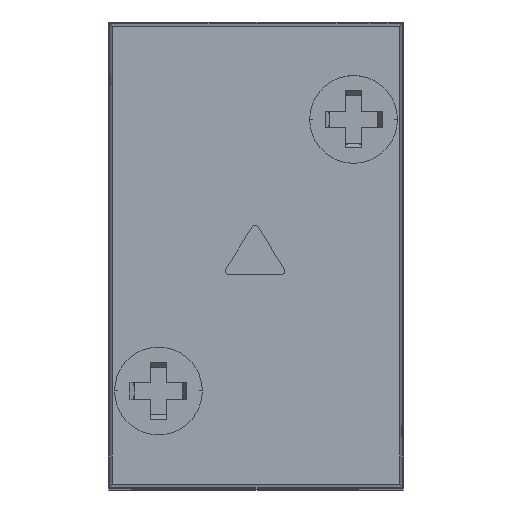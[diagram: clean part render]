
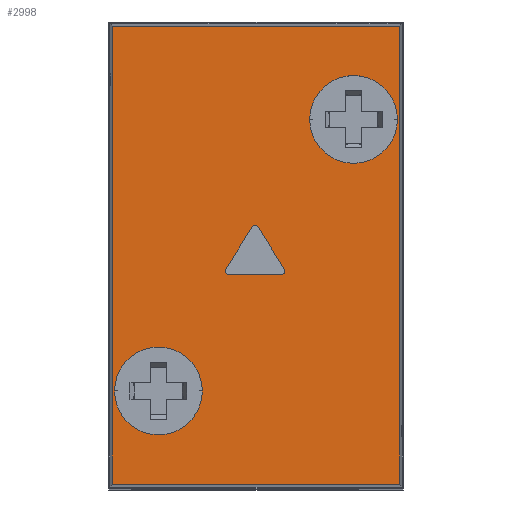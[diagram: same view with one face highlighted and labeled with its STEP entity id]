
A CAD part, top view. The second image highlights one B-rep face of the part: STEP entity #2998.
In plain terms, the highlighted planar face has unit normal (0, 0, 1).
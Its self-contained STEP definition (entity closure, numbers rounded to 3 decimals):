
#313 = AXIS2_PLACEMENT_3D ( 'NONE', #17072, #17073, #17074 ) ;
#314 = AXIS2_PLACEMENT_3D ( 'NONE', #17077, #17078, #17079 ) ;
#315 = AXIS2_PLACEMENT_3D ( 'NONE', #17082, #17083, #17084 ) ;
#316 = AXIS2_PLACEMENT_3D ( 'NONE', #17085, #17086, #17087 ) ;
#317 = AXIS2_PLACEMENT_3D ( 'NONE', #17088, #17089, #17090 ) ;
#379 = AXIS2_PLACEMENT_3D ( 'NONE', #11819, #11820, #11821 ) ;
#432 = AXIS2_PLACEMENT_3D ( 'NONE', #12074, #12075, #12076 ) ;
#433 = AXIS2_PLACEMENT_3D ( 'NONE', #12081, #12082, #12083 ) ;
#1512 = LINE ( 'NONE', #17070, #1514 ) ;
#1514 = VECTOR ( 'NONE', #17071, 1000. ) ;
#1515 = LINE ( 'NONE', #17075, #1517 ) ;
#1516 = CIRCLE ( 'NONE', #313, 0.2 ) ;
#1517 = VECTOR ( 'NONE', #17076, 1000. ) ;
#1518 = LINE ( 'NONE', #17080, #1520 ) ;
#1519 = CIRCLE ( 'NONE', #314, 0.2 ) ;
#1520 = VECTOR ( 'NONE', #17081, 1000. ) ;
#1521 = CIRCLE ( 'NONE', #315, 0.2 ) ;
#1522 = CIRCLE ( 'NONE', #316, 2.7 ) ;
#1523 = LINE ( 'NONE', #17091, #1525 ) ;
#1524 = CIRCLE ( 'NONE', #317, 2.7 ) ;
#1525 = VECTOR ( 'NONE', #17092, 1000. ) ;
#1526 = LINE ( 'NONE', #17093, #1527 ) ;
#1527 = VECTOR ( 'NONE', #17094, 1000. ) ;
#1528 = LINE ( 'NONE', #17095, #1529 ) ;
#1529 = VECTOR ( 'NONE', #17096, 1000. ) ;
#1530 = LINE ( 'NONE', #17097, #1531 ) ;
#1531 = VECTOR ( 'NONE', #17098, 1000. ) ;
#1844 = CIRCLE ( 'NONE', #379, 0.2 ) ;
#1993 = CIRCLE ( 'NONE', #432, 2.7 ) ;
#1998 = CIRCLE ( 'NONE', #433, 2.7 ) ;
#2545 = ORIENTED_EDGE ( 'NONE', *, *, #9155, .F. ) ;
#2546 = ORIENTED_EDGE ( 'NONE', *, *, #17851, .F. ) ;
#2547 = ORIENTED_EDGE ( 'NONE', *, *, #9156, .F. ) ;
#2548 = ORIENTED_EDGE ( 'NONE', *, *, #9157, .F. ) ;
#2549 = ORIENTED_EDGE ( 'NONE', *, *, #9158, .F. ) ;
#2550 = ORIENTED_EDGE ( 'NONE', *, *, #9159, .F. ) ;
#2551 = ORIENTED_EDGE ( 'NONE', *, *, #9160, .F. ) ;
#2552 = ORIENTED_EDGE ( 'NONE', *, *, #9161, .F. ) ;
#2553 = ORIENTED_EDGE ( 'NONE', *, *, #17952, .F. ) ;
#2554 = ORIENTED_EDGE ( 'NONE', *, *, #9162, .F. ) ;
#2555 = ORIENTED_EDGE ( 'NONE', *, *, #17955, .F. ) ;
#2556 = ORIENTED_EDGE ( 'NONE', *, *, #9163, .T. ) ;
#2557 = ORIENTED_EDGE ( 'NONE', *, *, #9164, .T. ) ;
#2558 = ORIENTED_EDGE ( 'NONE', *, *, #9165, .F. ) ;
#2559 = ORIENTED_EDGE ( 'NONE', *, *, #9166, .F. ) ;
#2998 = ADVANCED_FACE ( 'NONE', ( #24029, #24030, #24031, #24032 ), #3784, .F. ) ;
#3784 = PLANE ( 'NONE',  #25342 ) ;
#3785 = CARTESIAN_POINT ( 'NONE',  ( 9., 14.25, 0. ) ) ;
#3786 = DIRECTION ( 'NONE',  ( 0., 0., -1. ) ) ;
#3787 = DIRECTION ( 'NONE',  ( -1., 0., 0. ) ) ;
#9155 = EDGE_CURVE ( 'NONE', #14893, #15109, #1512, .T. ) ;
#9156 = EDGE_CURVE ( 'NONE', #15110, #14892, #1516, .T. ) ;
#9157 = EDGE_CURVE ( 'NONE', #15111, #15110, #1515, .T. ) ;
#9158 = EDGE_CURVE ( 'NONE', #15112, #15111, #1519, .T. ) ;
#9159 = EDGE_CURVE ( 'NONE', #15113, #15112, #1518, .T. ) ;
#9160 = EDGE_CURVE ( 'NONE', #15109, #15113, #1521, .T. ) ;
#9161 = EDGE_CURVE ( 'NONE', #14987, #14986, #1522, .T. ) ;
#9162 = EDGE_CURVE ( 'NONE', #14989, #14988, #1524, .T. ) ;
#9163 = EDGE_CURVE ( 'NONE', #15114, #15115, #1523, .T. ) ;
#9164 = EDGE_CURVE ( 'NONE', #15115, #15116, #1526, .T. ) ;
#9165 = EDGE_CURVE ( 'NONE', #15117, #15116, #1528, .T. ) ;
#9166 = EDGE_CURVE ( 'NONE', #15114, #15117, #1530, .T. ) ;
#11514 = CARTESIAN_POINT ( 'NONE',  ( 1.896, 0.975, 0. ) ) ;
#11515 = CARTESIAN_POINT ( 'NONE',  ( 1.695, 1.175, 0. ) ) ;
#11608 = CARTESIAN_POINT ( 'NONE',  ( -8.7, -8.35, 0. ) ) ;
#11609 = CARTESIAN_POINT ( 'NONE',  ( -3.3, -8.35, 0. ) ) ;
#11610 = CARTESIAN_POINT ( 'NONE',  ( 3.3, 8.35, 0. ) ) ;
#11611 = CARTESIAN_POINT ( 'NONE',  ( 8.7, 8.35, 0. ) ) ;
#11731 = CARTESIAN_POINT ( 'NONE',  ( -1.584, 1.175, 0. ) ) ;
#11732 = CARTESIAN_POINT ( 'NONE',  ( 1.865, 0.869, 0. ) ) ;
#11733 = CARTESIAN_POINT ( 'NONE',  ( 0.226, -1.754, 0. ) ) ;
#11734 = CARTESIAN_POINT ( 'NONE',  ( -0.114, -1.754, 0. ) ) ;
#11735 = CARTESIAN_POINT ( 'NONE',  ( -1.753, 0.868, 0. ) ) ;
#11736 = CARTESIAN_POINT ( 'NONE',  ( -8.83, -14.075, 0. ) ) ;
#11737 = CARTESIAN_POINT ( 'NONE',  ( 8.83, -14.075, 0. ) ) ;
#11738 = CARTESIAN_POINT ( 'NONE',  ( 8.83, 14.075, 0. ) ) ;
#11739 = CARTESIAN_POINT ( 'NONE',  ( -8.83, 14.075, 0. ) ) ;
#11819 = CARTESIAN_POINT ( 'NONE',  ( 1.696, 0.975, 0. ) ) ;
#11820 = DIRECTION ( 'NONE',  ( 0., 0., 1. ) ) ;
#11821 = DIRECTION ( 'NONE',  ( -1., 0., 0. ) ) ;
#12074 = CARTESIAN_POINT ( 'NONE',  ( -6., -8.35, 0. ) ) ;
#12075 = DIRECTION ( 'NONE',  ( 0., 0., 1. ) ) ;
#12076 = DIRECTION ( 'NONE',  ( 1., 0., 0. ) ) ;
#12081 = CARTESIAN_POINT ( 'NONE',  ( 6., 8.35, 0. ) ) ;
#12082 = DIRECTION ( 'NONE',  ( 0., 0., 1. ) ) ;
#12083 = DIRECTION ( 'NONE',  ( 1., 0., 0. ) ) ;
#13778 = EDGE_LOOP ( 'NONE', ( #2545, #2546, #2547, #2548, #2549, #2550, #2551 ) ) ;
#13779 = EDGE_LOOP ( 'NONE', ( #2552, #2553 ) ) ;
#13780 = EDGE_LOOP ( 'NONE', ( #2554, #2555 ) ) ;
#13781 = EDGE_LOOP ( 'NONE', ( #2556, #2557, #2558, #2559 ) ) ;
#14892 = VERTEX_POINT ( 'NONE', #11514 ) ;
#14893 = VERTEX_POINT ( 'NONE', #11515 ) ;
#14986 = VERTEX_POINT ( 'NONE', #11608 ) ;
#14987 = VERTEX_POINT ( 'NONE', #11609 ) ;
#14988 = VERTEX_POINT ( 'NONE', #11610 ) ;
#14989 = VERTEX_POINT ( 'NONE', #11611 ) ;
#15109 = VERTEX_POINT ( 'NONE', #11731 ) ;
#15110 = VERTEX_POINT ( 'NONE', #11732 ) ;
#15111 = VERTEX_POINT ( 'NONE', #11733 ) ;
#15112 = VERTEX_POINT ( 'NONE', #11734 ) ;
#15113 = VERTEX_POINT ( 'NONE', #11735 ) ;
#15114 = VERTEX_POINT ( 'NONE', #11736 ) ;
#15115 = VERTEX_POINT ( 'NONE', #11737 ) ;
#15116 = VERTEX_POINT ( 'NONE', #11738 ) ;
#15117 = VERTEX_POINT ( 'NONE', #11739 ) ;
#17070 = CARTESIAN_POINT ( 'NONE',  ( -1.584, 1.175, 0. ) ) ;
#17071 = DIRECTION ( 'NONE',  ( -1., 0., 0. ) ) ;
#17072 = CARTESIAN_POINT ( 'NONE',  ( 1.696, 0.975, 0. ) ) ;
#17073 = DIRECTION ( 'NONE',  ( 0., 0., 1. ) ) ;
#17074 = DIRECTION ( 'NONE',  ( -1., 0., 0. ) ) ;
#17075 = CARTESIAN_POINT ( 'NONE',  ( 0.226, -1.754, 0. ) ) ;
#17076 = DIRECTION ( 'NONE',  ( 0.53, 0.848, 0. ) ) ;
#17077 = CARTESIAN_POINT ( 'NONE',  ( 0.056, -1.648, 0. ) ) ;
#17078 = DIRECTION ( 'NONE',  ( 0., 0., 1. ) ) ;
#17079 = DIRECTION ( 'NONE',  ( -1., 0., 0. ) ) ;
#17080 = CARTESIAN_POINT ( 'NONE',  ( -0.114, -1.754, 0. ) ) ;
#17081 = DIRECTION ( 'NONE',  ( 0.53, -0.848, 0. ) ) ;
#17082 = CARTESIAN_POINT ( 'NONE',  ( -1.584, 0.975, 0. ) ) ;
#17083 = DIRECTION ( 'NONE',  ( 0., 0., 1. ) ) ;
#17084 = DIRECTION ( 'NONE',  ( -1., 0., 0. ) ) ;
#17085 = CARTESIAN_POINT ( 'NONE',  ( -6., -8.35, 0. ) ) ;
#17086 = DIRECTION ( 'NONE',  ( 0., 0., 1. ) ) ;
#17087 = DIRECTION ( 'NONE',  ( 1., 0., 0. ) ) ;
#17088 = CARTESIAN_POINT ( 'NONE',  ( 6., 8.35, 0. ) ) ;
#17089 = DIRECTION ( 'NONE',  ( 0., 0., 1. ) ) ;
#17090 = DIRECTION ( 'NONE',  ( 1., 0., 0. ) ) ;
#17091 = CARTESIAN_POINT ( 'NONE',  ( -9.001, -14.075, 0. ) ) ;
#17092 = DIRECTION ( 'NONE',  ( 1., 0., 0. ) ) ;
#17093 = CARTESIAN_POINT ( 'NONE',  ( 8.83, -15., 0. ) ) ;
#17094 = DIRECTION ( 'NONE',  ( 0., 1., 0. ) ) ;
#17095 = CARTESIAN_POINT ( 'NONE',  ( -9.001, 14.075, 0. ) ) ;
#17096 = DIRECTION ( 'NONE',  ( 1., 0., 0. ) ) ;
#17097 = CARTESIAN_POINT ( 'NONE',  ( -8.83, -15., 0. ) ) ;
#17098 = DIRECTION ( 'NONE',  ( 0., 1., 0. ) ) ;
#17851 = EDGE_CURVE ( 'NONE', #14892, #14893, #1844, .T. ) ;
#17952 = EDGE_CURVE ( 'NONE', #14986, #14987, #1993, .T. ) ;
#17955 = EDGE_CURVE ( 'NONE', #14988, #14989, #1998, .T. ) ;
#24029 = FACE_BOUND ( 'NONE', #13778, .T. ) ;
#24030 = FACE_BOUND ( 'NONE', #13779, .T. ) ;
#24031 = FACE_BOUND ( 'NONE', #13780, .T. ) ;
#24032 = FACE_OUTER_BOUND ( 'NONE', #13781, .T. ) ;
#25342 = AXIS2_PLACEMENT_3D ( 'NONE', #3785, #3786, #3787 ) ;
